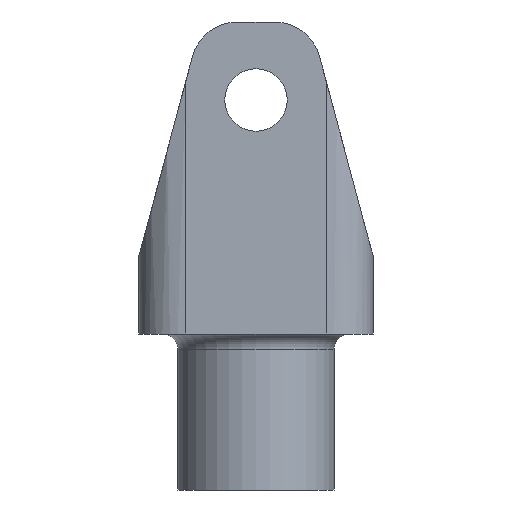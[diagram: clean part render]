
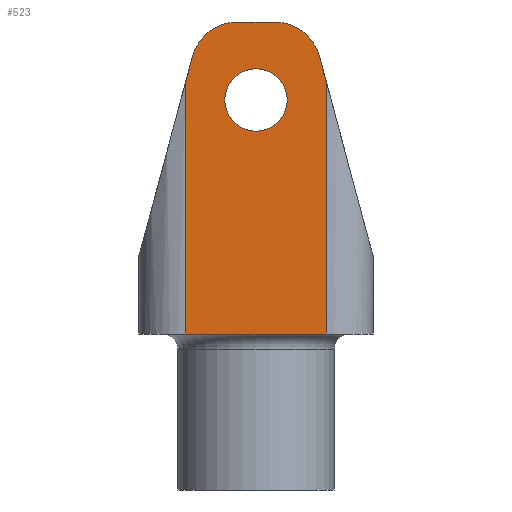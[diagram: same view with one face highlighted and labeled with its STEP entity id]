
A CAD part, left-side view. The second image highlights one B-rep face of the part: STEP entity #523.
In plain terms, the highlighted planar face has unit normal (-1, 0, 0).
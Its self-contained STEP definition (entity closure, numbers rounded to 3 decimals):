
#38=FACE_BOUND('',#188,.T.);
#46=LINE('',#818,#92);
#49=LINE('',#828,#95);
#50=LINE('',#831,#96);
#51=LINE('',#833,#97);
#52=LINE('',#837,#98);
#53=LINE('',#840,#99);
#92=VECTOR('',#648,2.5);
#95=VECTOR('',#659,2.5);
#96=VECTOR('',#662,2.5);
#97=VECTOR('',#663,2.5);
#98=VECTOR('',#666,2.5);
#99=VECTOR('',#669,2.5);
#136=PLANE('',#577);
#155=FACE_OUTER_BOUND('',#187,.T.);
#187=EDGE_LOOP('',(#387,#388,#389,#390,#391,#392,#393,#394));
#188=EDGE_LOOP('',(#395));
#227=CIRCLE('',#578,0.75);
#228=CIRCLE('',#579,0.75);
#229=CIRCLE('',#580,0.5);
#244=VERTEX_POINT('',#804);
#250=VERTEX_POINT('',#816);
#252=VERTEX_POINT('',#824);
#254=VERTEX_POINT('',#830);
#255=VERTEX_POINT('',#832);
#256=VERTEX_POINT('',#834);
#257=VERTEX_POINT('',#836);
#258=VERTEX_POINT('',#838);
#259=VERTEX_POINT('',#841);
#300=EDGE_CURVE('',#250,#244,#46,.T.);
#305=EDGE_CURVE('',#244,#252,#49,.T.);
#306=EDGE_CURVE('',#254,#250,#50,.T.);
#307=EDGE_CURVE('',#254,#255,#51,.T.);
#308=EDGE_CURVE('',#256,#255,#227,.T.);
#309=EDGE_CURVE('',#256,#257,#52,.T.);
#310=EDGE_CURVE('',#258,#257,#228,.T.);
#311=EDGE_CURVE('',#258,#252,#53,.T.);
#312=EDGE_CURVE('',#259,#259,#229,.T.);
#387=ORIENTED_EDGE('',*,*,#305,.F.);
#388=ORIENTED_EDGE('',*,*,#300,.F.);
#389=ORIENTED_EDGE('',*,*,#306,.F.);
#390=ORIENTED_EDGE('',*,*,#307,.T.);
#391=ORIENTED_EDGE('',*,*,#308,.F.);
#392=ORIENTED_EDGE('',*,*,#309,.T.);
#393=ORIENTED_EDGE('',*,*,#310,.F.);
#394=ORIENTED_EDGE('',*,*,#311,.T.);
#395=ORIENTED_EDGE('',*,*,#312,.T.);
#523=ADVANCED_FACE('',(#155,#38),#136,.T.);
#577=AXIS2_PLACEMENT_3D('',#829,#660,#661);
#578=AXIS2_PLACEMENT_3D('',#835,#664,#665);
#579=AXIS2_PLACEMENT_3D('',#839,#667,#668);
#580=AXIS2_PLACEMENT_3D('',#842,#670,#671);
#648=DIRECTION('',(0.,1.,0.));
#659=DIRECTION('',(0.,0.,1.));
#660=DIRECTION('center_axis',(-1.,0.,0.));
#661=DIRECTION('ref_axis',(0.,0.,1.));
#662=DIRECTION('',(0.,0.,-1.));
#663=DIRECTION('',(0.,0.259,0.966));
#664=DIRECTION('center_axis',(1.,0.,0.));
#665=DIRECTION('ref_axis',(0.,-0.609,0.793));
#666=DIRECTION('',(0.,1.,0.));
#667=DIRECTION('center_axis',(1.,0.,0.));
#668=DIRECTION('ref_axis',(0.,0.609,0.793));
#669=DIRECTION('',(0.,0.259,-0.966));
#670=DIRECTION('center_axis',(1.,0.,0.));
#671=DIRECTION('ref_axis',(0.,1.,0.));
#804=CARTESIAN_POINT('',(15.,12.,12.147));
#816=CARTESIAN_POINT('',(15.,9.75,12.147));
#818=CARTESIAN_POINT('',(15.,9.,12.147));
#824=CARTESIAN_POINT('',(15.,12.,16.196));
#828=CARTESIAN_POINT('',(15.,12.,13.397));
#829=CARTESIAN_POINT('Origin',(15.,9.,12.147));
#830=CARTESIAN_POINT('',(15.,9.75,16.196));
#831=CARTESIAN_POINT('',(15.,9.75,13.397));
#832=CARTESIAN_POINT('',(15.,9.856,16.591));
#833=CARTESIAN_POINT('',(15.,9.346,14.689));
#834=CARTESIAN_POINT('',(15.,10.58,17.147));
#835=CARTESIAN_POINT('Origin',(15.,10.58,16.397));
#836=CARTESIAN_POINT('',(15.,11.17,17.147));
#837=CARTESIAN_POINT('',(15.,9.,17.147));
#838=CARTESIAN_POINT('',(15.,11.894,16.591));
#839=CARTESIAN_POINT('Origin',(15.,11.17,16.397));
#840=CARTESIAN_POINT('',(15.,12.781,13.283));
#841=CARTESIAN_POINT('',(15.,10.375,15.897));
#842=CARTESIAN_POINT('Origin',(15.,10.875,15.897));
